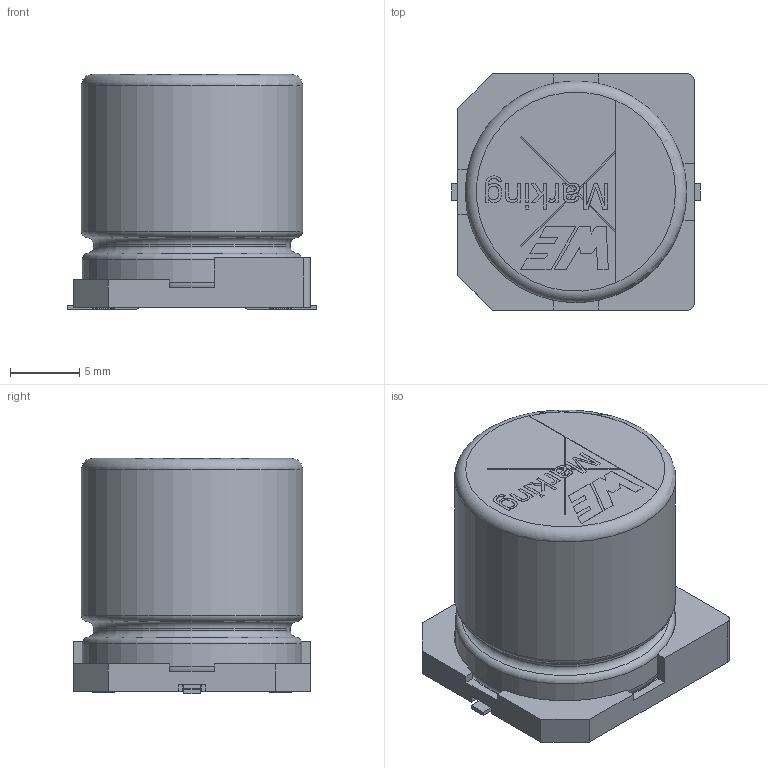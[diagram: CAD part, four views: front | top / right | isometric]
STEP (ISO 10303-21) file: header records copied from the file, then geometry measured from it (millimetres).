
FILE_DESCRIPTION(/* description */ ('Unknown','CAx-IF Rec.Pracs.---Representation and Presentation of Product Manufacturing Information (PMI)---4.0---2014-10-13','CAx-IF Rec.Pracs.---3D Tessellated Geometry---0.4---2014-09-14','2;1'),/* implementation_level */ '2;1');
FILE_NAME(/* name */ 'CP_Wurth_WCAP-ASLI-D16L17',/* time_stamp */ '2024-12-31T15:28:10+08:00',/* author */ ('Unknown'),/* organization */ ('Unknown'),/* preprocessor_version */ 'ST-DEVELOPER v16.7',/* originating_system */ 'Solid Edge',/* authorisation */ 'Unknown');
FILE_SCHEMA (('AP242_MANAGED_MODEL_BASED_3D_ENGINEERING_MIM_LF { 1 0 10303 442 1 1 4 }'));
Length unit declared in the file: millimetre
Products named in the file (2): CP_Wurth_WCAP-ASLI-D16L17
Assembly tree (1 placements, depth 2):
  CP_Wurth_WCAP-ASLI-D16L17
    CP_Wurth_WCAP-ASLI-D16L17
Bounding box: 18 x 17.1 x 17 mm (x, y, z)
Volume: 3498.2 mm3; surface area: 1976.7 mm2
Topology: 1 solids, 1 shells, 256 faces, 687 edges, 457 vertices
Faces by surface type: plane 199, cylinder 35, bspline 15, torus 7
Full cylindrical faces by diameter (mm): 1.25 x2, 1.587 x4, 2 x1, 2.32 x1, 3.92 x1, 4.24 x1, 5.84 x1, 6.16 x1, 9.68 x1, 10 x1, 11.2 x1, 14.24 x1, 15.9 x1, 16 x2
Entity records: 10189 total; most frequent: CARTESIAN_POINT 2163, ORIENTED_EDGE 1296, DIRECTION 1178, EDGE_CURVE 648, LINE 512, VECTOR 512, VERTEX_POINT 445, AXIS2_PLACEMENT_3D 333
